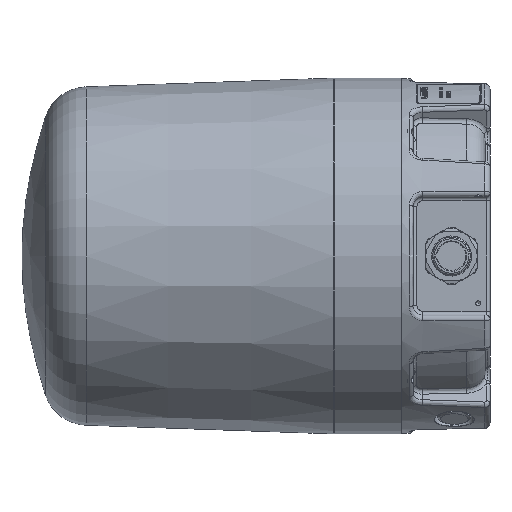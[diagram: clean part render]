
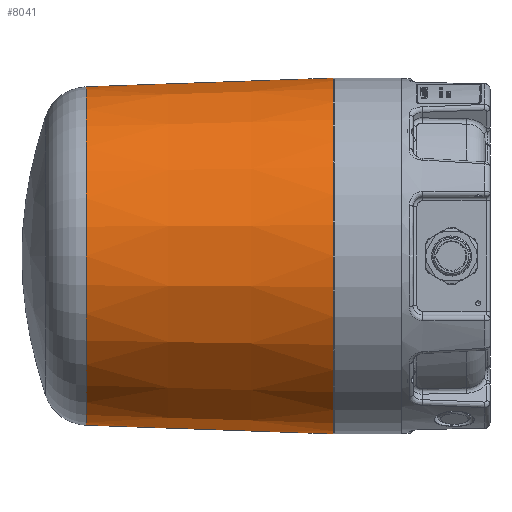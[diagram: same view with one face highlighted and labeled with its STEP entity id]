
A CAD part, left-side view. The second image highlights one B-rep face of the part: STEP entity #8041.
In plain terms, the highlighted conical face has half-angle 2 degrees and reference radius 85.765 mm.
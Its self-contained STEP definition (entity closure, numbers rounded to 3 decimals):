
#1475 = DIRECTION ( 'NONE',  ( 0., 0., -1. ) ) ;
#6279 = DIRECTION ( 'NONE',  ( 0., 0., -1. ) ) ;
#7831 = DIRECTION ( 'NONE',  ( 0., 0., -1. ) ) ;
#8041 = ADVANCED_FACE ( 'NONE', ( #26615, #26095 ), #22913, .T. ) ;
#8066 = CARTESIAN_POINT ( 'NONE',  ( 0., 34.53, -90.136 ) ) ;
#14310 = CARTESIAN_POINT ( 'NONE',  ( 0., 159.706, 0. ) ) ;
#22913 = CONICAL_SURFACE ( 'NONE', #91319, 85.765, 0.035 ) ;
#23380 = DIRECTION ( 'NONE',  ( 0., -1., 0. ) ) ;
#26095 = FACE_BOUND ( 'NONE', #42323, .T. ) ;
#26365 = EDGE_LOOP ( 'NONE', ( #70396 ) ) ;
#26615 = FACE_OUTER_BOUND ( 'NONE', #26365, .T. ) ;
#37911 = CIRCLE ( 'NONE', #58680, 85.765 ) ;
#39088 = VERTEX_POINT ( 'NONE', #8066 ) ;
#42323 = EDGE_LOOP ( 'NONE', ( #87866 ) ) ;
#45254 = CIRCLE ( 'NONE', #57200, 90.136 ) ;
#46033 = VERTEX_POINT ( 'NONE', #62197 ) ;
#57200 = AXIS2_PLACEMENT_3D ( 'NONE', #65119, #63013, #7831 ) ;
#58680 = AXIS2_PLACEMENT_3D ( 'NONE', #14310, #23380, #6279 ) ;
#62197 = CARTESIAN_POINT ( 'NONE',  ( 0., 159.706, -85.765 ) ) ;
#62217 = EDGE_CURVE ( 'NONE', #46033, #46033, #37911, .T. ) ;
#63013 = DIRECTION ( 'NONE',  ( 0., -1., 0. ) ) ;
#65119 = CARTESIAN_POINT ( 'NONE',  ( 0., 34.53, 0. ) ) ;
#70396 = ORIENTED_EDGE ( 'NONE', *, *, #86536, .F. ) ;
#86536 = EDGE_CURVE ( 'NONE', #39088, #39088, #45254, .T. ) ;
#87866 = ORIENTED_EDGE ( 'NONE', *, *, #62217, .T. ) ;
#91319 = AXIS2_PLACEMENT_3D ( 'NONE', #100484, #91934, #1475 ) ;
#91934 = DIRECTION ( 'NONE',  ( 0., -1., 0. ) ) ;
#100484 = CARTESIAN_POINT ( 'NONE',  ( 0., 159.706, 0. ) ) ;
